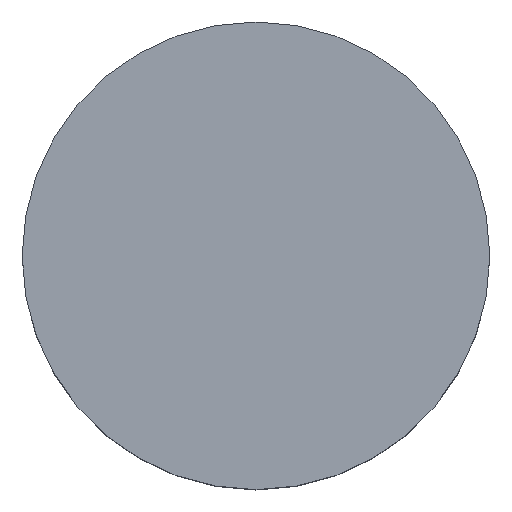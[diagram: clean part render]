
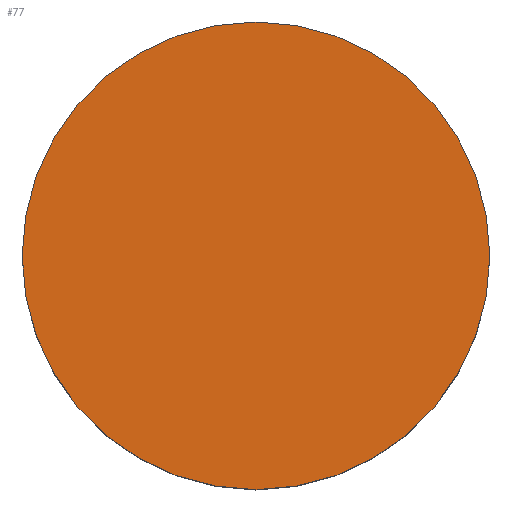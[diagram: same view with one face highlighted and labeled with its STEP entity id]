
A CAD part, top view. The second image highlights one B-rep face of the part: STEP entity #77.
In plain terms, the highlighted planar face has unit normal (0, 0, 1).
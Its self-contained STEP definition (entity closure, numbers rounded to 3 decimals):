
#15=PLANE('',#103);
#26=FACE_OUTER_BOUND('',#31,.T.);
#31=EDGE_LOOP('',(#71));
#39=CIRCLE('',#102,6.5);
#45=VERTEX_POINT('',#149);
#53=EDGE_CURVE('',#45,#45,#39,.T.);
#71=ORIENTED_EDGE('',*,*,#53,.T.);
#77=ADVANCED_FACE('',(#26),#15,.T.);
#102=AXIS2_PLACEMENT_3D('',#150,#126,#127);
#103=AXIS2_PLACEMENT_3D('',#152,#129,#130);
#126=DIRECTION('center_axis',(0.,0.,1.));
#127=DIRECTION('ref_axis',(1.,0.,0.));
#129=DIRECTION('center_axis',(0.,0.,1.));
#130=DIRECTION('ref_axis',(1.,0.,0.));
#149=CARTESIAN_POINT('',(-6.5,0.,6.));
#150=CARTESIAN_POINT('Origin',(0.,0.,6.));
#152=CARTESIAN_POINT('Origin',(0.,0.,6.));
